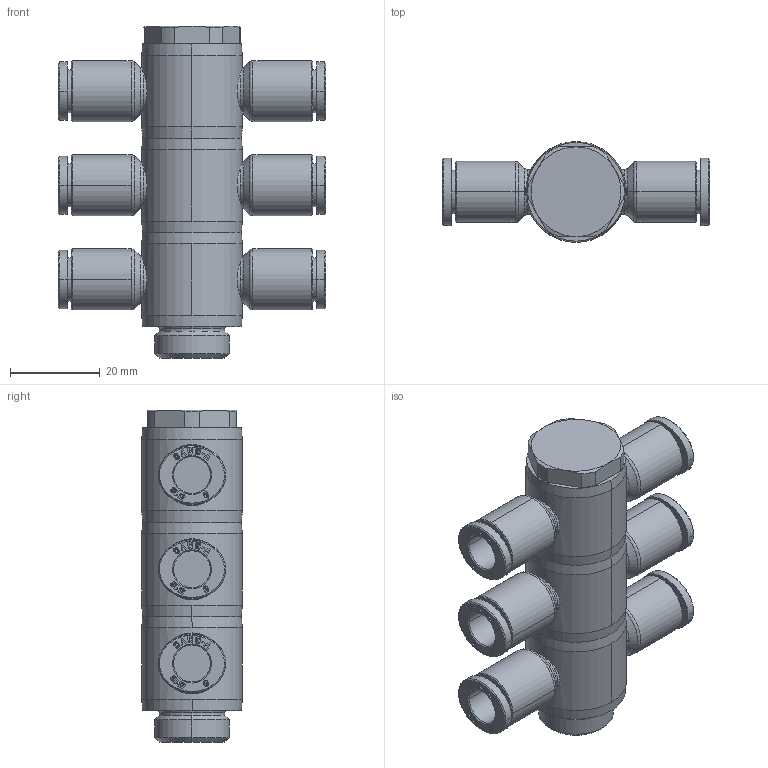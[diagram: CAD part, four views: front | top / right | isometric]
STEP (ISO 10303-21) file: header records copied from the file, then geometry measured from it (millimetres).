
FILE_DESCRIPTION (( 'STEP AP214' ), '1' );
FILE_NAME ('PGT08-G03(3).STEP', '2015-11-03T09:04:16', ( '' ), ( '' ), 'SwSTEP 2.0', 'SolidWorks 2015', '' );
FILE_SCHEMA (( 'AUTOMOTIVE_DESIGN' ));
Length unit declared in the file: millimetre
Products named in the file (2): PGT08-G03(3); ｦ+ﾃｦ1
Assembly tree (1 placements, depth 2):
  PGT08-G03(3)
    ｦ+ﾃｦ1
Bounding box: 59.6 x 22.4 x 74 mm (x, y, z)
Volume: 30378.2 mm3; surface area: 24396 mm2
Topology: 1 solids, 1 shells, 2449 faces, 6891 edges, 4567 vertices
Faces by surface type: plane 2034, bspline 192, cylinder 121, cone 90, torus 12
Entity records: 84860 total; most frequent: CARTESIAN_POINT 21557, ORIENTED_EDGE 13778, DIRECTION 11313, EDGE_CURVE 6889, VECTOR 6007, LINE 6007, VERTEX_POINT 4567, AXIS2_PLACEMENT_3D 2653
